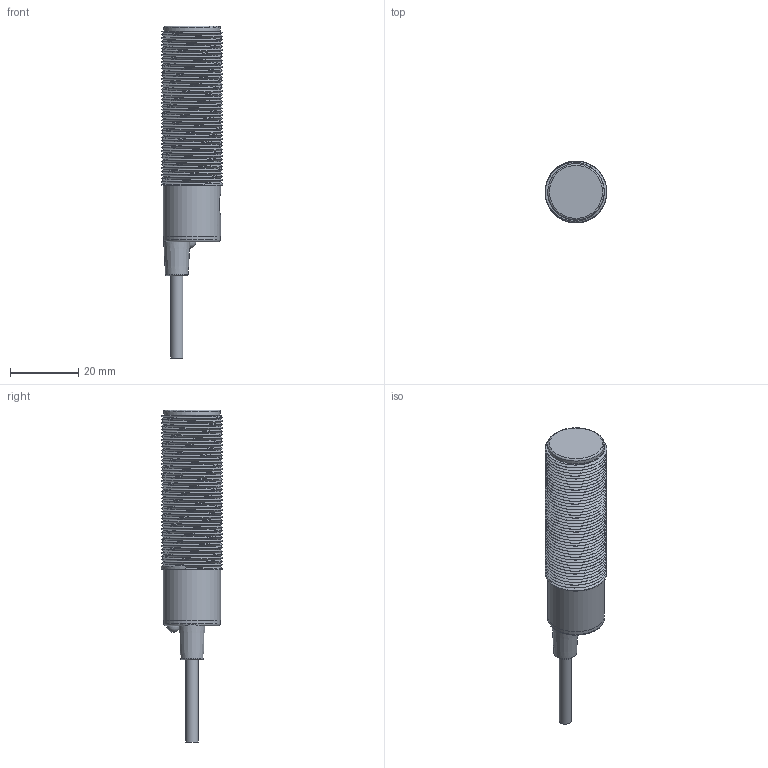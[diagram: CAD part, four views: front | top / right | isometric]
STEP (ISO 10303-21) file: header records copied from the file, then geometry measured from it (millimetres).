
FILE_DESCRIPTION(/* description */ (''),/* implementation_level */ '2;1');
FILE_NAME(/* name */ '',/* time_stamp */ '2025-03-03T10:37:45+08:00',/* author */ (''),/* organization */ (''),/* preprocessor_version */ 'ST-DEVELOPER v14',/* originating_system */ 'SIEMENS PLM Software NX 8.0',/* authorisation */ '');
FILE_SCHEMA (('AUTOMOTIVE_DESIGN { 1 0 10303 214 3 1 1 1 }'));
Length unit declared in the file: millimetre
Products named in the file (1): Admi5130E690ito1
Bounding box: 18 x 18 x 97 mm (x, y, z)
Volume: 16099.3 mm3; surface area: 6435.1 mm2
Topology: 1 solids, 1 shells, 66 faces, 182 edges, 122 vertices
Faces by surface type: cylinder 51, plane 8, torus 3, bspline 2, cone 1, sphere 1
Full cylindrical faces by diameter (mm): 3.6 x1, 6 x1, 16.5 x45, 16.6 x1, 16.7 x1
Entity records: 10533 total; most frequent: CARTESIAN_POINT 10115, DIRECTION 77, ORIENTED_EDGE 62, AXIS2_PLACEMENT_3D 37, EDGE_LOOP 36, EDGE_CURVE 31, FACE_BOUND 27, VERTEX_POINT 25
